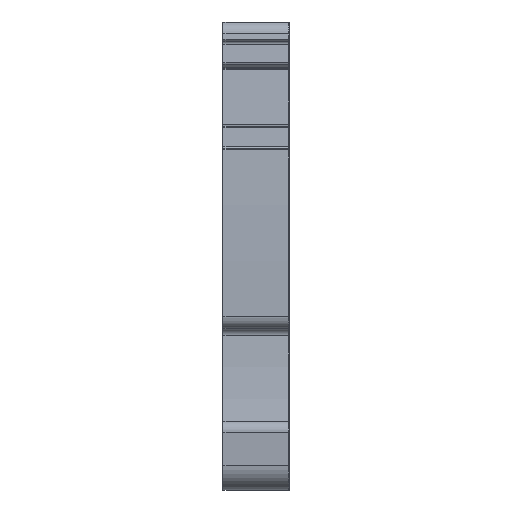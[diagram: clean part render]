
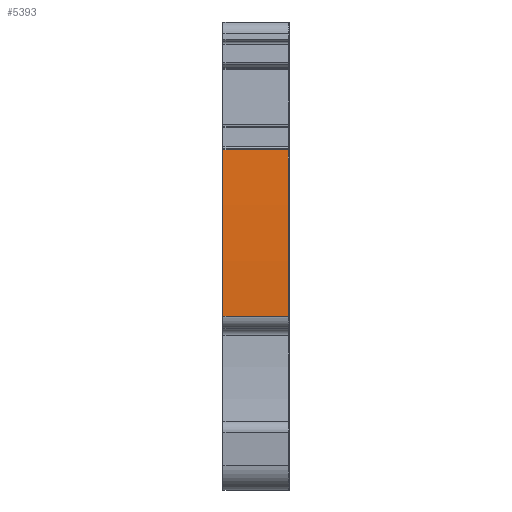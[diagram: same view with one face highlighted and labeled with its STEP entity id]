
A CAD part, front view. The second image highlights one B-rep face of the part: STEP entity #5393.
In plain terms, the highlighted cylindrical face has radius 154.9 mm (diameter 309.8 mm), a partial arc.
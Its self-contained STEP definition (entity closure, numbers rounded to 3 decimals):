
#1042=AXIS2_PLACEMENT_3D('Circle Axis2P3D',#1040,#1041,$) ;
#1049=AXIS2_PLACEMENT_3D('Circle Axis2P3D',#1047,#1048,$) ;
#2923=AXIS2_PLACEMENT_3D('Cylinder Axis2P3D',#2920,#2921,#2922) ;
#5375=AXIS2_PLACEMENT_3D('Circle Axis2P3D',#5373,#5374,$) ;
#5382=AXIS2_PLACEMENT_3D('Circle Axis2P3D',#5380,#5381,$) ;
#1037=CARTESIAN_POINT('Vertex',(0.,1.529,13.427)) ;
#1040=CARTESIAN_POINT('Axis2P3D Location',(0.,156.391,17.05)) ;
#1044=CARTESIAN_POINT('Vertex',(0.,1.528,13.45)) ;
#1047=CARTESIAN_POINT('Axis2P3D Location',(0.,156.387,17.05)) ;
#1051=CARTESIAN_POINT('Vertex',(0.,1.761,26.266)) ;
#2920=CARTESIAN_POINT('Axis2P3D Location',(2.55,156.387,17.05)) ;
#5346=CARTESIAN_POINT('Line Origine',(2.55,1.761,26.266)) ;
#5350=CARTESIAN_POINT('Vertex',(5.05,1.761,26.266)) ;
#5366=CARTESIAN_POINT('Line Origine',(2.55,1.529,13.427)) ;
#5370=CARTESIAN_POINT('Vertex',(5.05,1.529,13.427)) ;
#5373=CARTESIAN_POINT('Axis2P3D Location',(5.05,156.387,17.05)) ;
#5377=CARTESIAN_POINT('Vertex',(5.05,1.528,13.45)) ;
#5380=CARTESIAN_POINT('Axis2P3D Location',(5.05,156.387,17.05)) ;
#1041=DIRECTION('Axis2P3D Direction',(1.,0.,0.)) ;
#1048=DIRECTION('Axis2P3D Direction',(1.,0.,0.)) ;
#2921=DIRECTION('Axis2P3D Direction',(1.,0.,0.)) ;
#2922=DIRECTION('Axis2P3D XDirection',(0.,-0.993,0.118)) ;
#5347=DIRECTION('Vector Direction',(1.,0.,0.)) ;
#5367=DIRECTION('Vector Direction',(1.,0.,0.)) ;
#5374=DIRECTION('Axis2P3D Direction',(1.,0.,0.)) ;
#5381=DIRECTION('Axis2P3D Direction',(1.,0.,0.)) ;
#5348=VECTOR('Line Direction',#5347,1.) ;
#5368=VECTOR('Line Direction',#5367,1.) ;
#5386=ORIENTED_EDGE('',*,*,#5352,.T.) ;
#5387=ORIENTED_EDGE('',*,*,#1053,.T.) ;
#5388=ORIENTED_EDGE('',*,*,#1046,.T.) ;
#5389=ORIENTED_EDGE('',*,*,#5372,.T.) ;
#5390=ORIENTED_EDGE('',*,*,#5379,.T.) ;
#5391=ORIENTED_EDGE('',*,*,#5384,.T.) ;
#5393=ADVANCED_FACE('MLD_1',(#5392),#2924,.T.) ;
#1043=CIRCLE('generated circle',#1042,154.905) ;
#1050=CIRCLE('generated circle',#1049,154.9) ;
#5376=CIRCLE('generated circle',#5375,154.9) ;
#5383=CIRCLE('generated circle',#5382,154.9) ;
#2924=CYLINDRICAL_SURFACE('generated cylinder',#2923,154.9) ;
#1046=EDGE_CURVE('',#1045,#1038,#1043,.T.) ;
#1053=EDGE_CURVE('',#1052,#1045,#1050,.T.) ;
#5352=EDGE_CURVE('',#5351,#1052,#5349,.F.) ;
#5372=EDGE_CURVE('',#1038,#5371,#5369,.T.) ;
#5379=EDGE_CURVE('',#5371,#5378,#5376,.F.) ;
#5384=EDGE_CURVE('',#5378,#5351,#5383,.F.) ;
#5385=EDGE_LOOP('',(#5386,#5387,#5388,#5389,#5390,#5391)) ;
#5392=FACE_OUTER_BOUND('',#5385,.T.) ;
#5349=LINE('Line',#5346,#5348) ;
#5369=LINE('Line',#5366,#5368) ;
#1038=VERTEX_POINT('',#1037) ;
#1045=VERTEX_POINT('',#1044) ;
#1052=VERTEX_POINT('',#1051) ;
#5351=VERTEX_POINT('',#5350) ;
#5371=VERTEX_POINT('',#5370) ;
#5378=VERTEX_POINT('',#5377) ;
